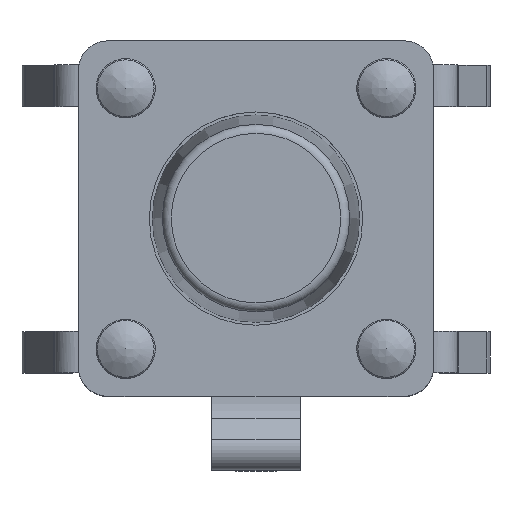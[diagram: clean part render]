
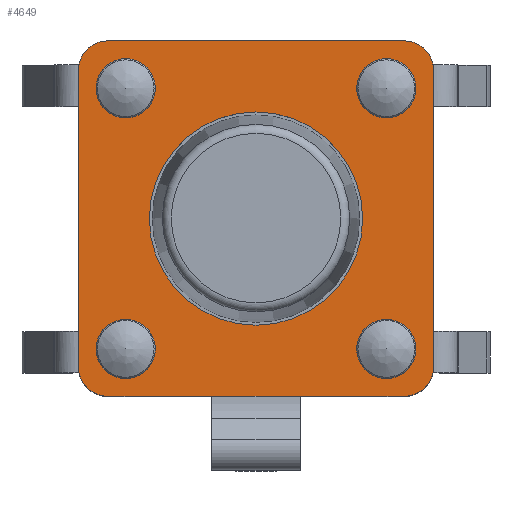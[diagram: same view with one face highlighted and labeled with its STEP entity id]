
A CAD part, top view. The second image highlights one B-rep face of the part: STEP entity #4649.
In plain terms, the highlighted planar face has unit normal (0, 0, 1).
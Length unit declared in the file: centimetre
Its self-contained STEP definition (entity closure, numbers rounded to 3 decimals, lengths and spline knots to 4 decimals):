
#45=FACE_BOUND('',#1765,.T.);
#46=FACE_BOUND('',#1766,.T.);
#47=FACE_BOUND('',#1767,.T.);
#48=FACE_BOUND('',#1768,.T.);
#49=FACE_BOUND('',#1769,.T.);
#192=PLANE('',#5078);
#642=LINE('',#7849,#1118);
#645=LINE('',#7859,#1121);
#650=LINE('',#7873,#1126);
#659=LINE('',#7893,#1135);
#660=LINE('',#7895,#1136);
#661=LINE('',#7897,#1137);
#1118=VECTOR('',#6285,1.);
#1121=VECTOR('',#6296,1.);
#1126=VECTOR('',#6311,1.);
#1135=VECTOR('',#6336,1.);
#1136=VECTOR('',#6339,1.);
#1137=VECTOR('',#6342,1.);
#1500=FACE_OUTER_BOUND('',#1764,.T.);
#1764=EDGE_LOOP('',(#4278,#4279,#4280,#4281,#4282,#4283,#4284,#4285,#4286,
#4287));
#1765=EDGE_LOOP('',(#4288));
#1766=EDGE_LOOP('',(#4289));
#1767=EDGE_LOOP('',(#4290));
#1768=EDGE_LOOP('',(#4291));
#1769=EDGE_LOOP('',(#4292));
#1809=CIRCLE('',#4700,0.05);
#1816=CIRCLE('',#4709,0.05);
#1821=CIRCLE('',#4716,0.05);
#1826=CIRCLE('',#4723,0.05);
#1935=CIRCLE('',#5060,0.05);
#1936=CIRCLE('',#5063,0.05);
#1937=CIRCLE('',#5065,0.05);
#1938=CIRCLE('',#5068,0.05);
#1939=CIRCLE('',#5073,0.18);
#1969=VERTEX_POINT('',#6522);
#1975=VERTEX_POINT('',#6565);
#1979=VERTEX_POINT('',#6604);
#1983=VERTEX_POINT('',#6643);
#2328=VERTEX_POINT('',#7797);
#2346=VERTEX_POINT('',#7848);
#2347=VERTEX_POINT('',#7852);
#2348=VERTEX_POINT('',#7853);
#2349=VERTEX_POINT('',#7858);
#2350=VERTEX_POINT('',#7862);
#2351=VERTEX_POINT('',#7866);
#2352=VERTEX_POINT('',#7867);
#2353=VERTEX_POINT('',#7872);
#2354=VERTEX_POINT('',#7876);
#2356=VERTEX_POINT('',#7888);
#2402=EDGE_CURVE('',#1969,#1969,#1809,.T.);
#2410=EDGE_CURVE('',#1975,#1975,#1816,.T.);
#2416=EDGE_CURVE('',#1979,#1979,#1821,.T.);
#2422=EDGE_CURVE('',#1983,#1983,#1826,.T.);
#2983=EDGE_CURVE('',#2328,#2346,#642,.T.);
#2985=EDGE_CURVE('',#2347,#2348,#1935,.T.);
#2988=EDGE_CURVE('',#2348,#2349,#645,.T.);
#2990=EDGE_CURVE('',#2349,#2350,#1936,.T.);
#2992=EDGE_CURVE('',#2351,#2352,#1937,.T.);
#2995=EDGE_CURVE('',#2352,#2353,#650,.T.);
#2997=EDGE_CURVE('',#2353,#2354,#1938,.T.);
#3004=EDGE_CURVE('',#2356,#2356,#1939,.T.);
#3006=EDGE_CURVE('',#2346,#2347,#659,.T.);
#3007=EDGE_CURVE('',#2354,#2328,#660,.T.);
#3008=EDGE_CURVE('',#2350,#2351,#661,.T.);
#4278=ORIENTED_EDGE('',*,*,#2983,.F.);
#4279=ORIENTED_EDGE('',*,*,#3007,.F.);
#4280=ORIENTED_EDGE('',*,*,#2997,.F.);
#4281=ORIENTED_EDGE('',*,*,#2995,.F.);
#4282=ORIENTED_EDGE('',*,*,#2992,.F.);
#4283=ORIENTED_EDGE('',*,*,#3008,.F.);
#4284=ORIENTED_EDGE('',*,*,#2990,.F.);
#4285=ORIENTED_EDGE('',*,*,#2988,.F.);
#4286=ORIENTED_EDGE('',*,*,#2985,.F.);
#4287=ORIENTED_EDGE('',*,*,#3006,.F.);
#4288=ORIENTED_EDGE('',*,*,#2402,.T.);
#4289=ORIENTED_EDGE('',*,*,#2410,.T.);
#4290=ORIENTED_EDGE('',*,*,#2416,.T.);
#4291=ORIENTED_EDGE('',*,*,#2422,.T.);
#4292=ORIENTED_EDGE('',*,*,#3004,.T.);
#4649=ADVANCED_FACE('',(#1500,#45,#46,#47,#48,#49),#192,.T.);
#4700=AXIS2_PLACEMENT_3D('',#6523,#5147,#5148);
#4709=AXIS2_PLACEMENT_3D('',#6566,#5166,#5167);
#4716=AXIS2_PLACEMENT_3D('',#6605,#5181,#5182);
#4723=AXIS2_PLACEMENT_3D('',#6644,#5196,#5197);
#5060=AXIS2_PLACEMENT_3D('',#7854,#6290,#6291);
#5063=AXIS2_PLACEMENT_3D('',#7863,#6300,#6301);
#5065=AXIS2_PLACEMENT_3D('',#7868,#6305,#6306);
#5068=AXIS2_PLACEMENT_3D('',#7877,#6315,#6316);
#5073=AXIS2_PLACEMENT_3D('',#7890,#6331,#6332);
#5078=AXIS2_PLACEMENT_3D('',#7899,#6345,#6346);
#5147=DIRECTION('center_axis',(0.,0.,
-1.));
#5148=DIRECTION('ref_axis',(1.,0.,0.));
#5166=DIRECTION('center_axis',(0.,0.,
-1.));
#5167=DIRECTION('ref_axis',(-1.,0.,0.));
#5181=DIRECTION('center_axis',(0.,0.,
-1.));
#5182=DIRECTION('ref_axis',(1.,0.,0.));
#5196=DIRECTION('center_axis',(0.,0.,
-1.));
#5197=DIRECTION('ref_axis',(-1.,0.,0.));
#6285=DIRECTION('',(-1.,0.,0.));
#6290=DIRECTION('center_axis',(0.,0.,
-1.));
#6291=DIRECTION('ref_axis',(-0.707,-0.707,0.));
#6296=DIRECTION('',(0.,1.,0.));
#6300=DIRECTION('center_axis',(0.,0.,
-1.));
#6301=DIRECTION('ref_axis',(-0.707,0.707,0.));
#6305=DIRECTION('center_axis',(0.,0.,
-1.));
#6306=DIRECTION('ref_axis',(0.707,0.707,0.));
#6311=DIRECTION('',(0.,-1.,0.));
#6315=DIRECTION('center_axis',(0.,0.,
-1.));
#6316=DIRECTION('ref_axis',(0.707,-0.707,0.));
#6331=DIRECTION('center_axis',(0.,0.,
-1.));
#6332=DIRECTION('ref_axis',(0.,1.,0.));
#6336=DIRECTION('',(-1.,0.,0.));
#6339=DIRECTION('',(-1.,0.,0.));
#6342=DIRECTION('',(1.,0.,0.));
#6345=DIRECTION('center_axis',(0.,0.,
1.));
#6346=DIRECTION('ref_axis',(0.,-1.,0.));
#6522=CARTESIAN_POINT('',(-0.27,-0.22,0.322));
#6523=CARTESIAN_POINT('Origin',(-0.22,-0.22,0.322));
#6565=CARTESIAN_POINT('',(0.27,-0.22,0.322));
#6566=CARTESIAN_POINT('Origin',(0.22,-0.22,0.322));
#6604=CARTESIAN_POINT('',(-0.27,0.22,0.322));
#6605=CARTESIAN_POINT('Origin',(-0.22,0.22,0.322));
#6643=CARTESIAN_POINT('',(0.27,0.22,0.322));
#6644=CARTESIAN_POINT('Origin',(0.22,0.22,0.322));
#7797=CARTESIAN_POINT('',(0.075,-0.3,0.322));
#7848=CARTESIAN_POINT('',(-0.075,-0.3,0.322));
#7849=CARTESIAN_POINT('',(0.,-0.3,0.322));
#7852=CARTESIAN_POINT('',(-0.25,-0.3,0.322));
#7853=CARTESIAN_POINT('',(-0.3,-0.25,0.322));
#7854=CARTESIAN_POINT('Origin',(-0.25,-0.25,0.322));
#7858=CARTESIAN_POINT('',(-0.3,0.25,0.322));
#7859=CARTESIAN_POINT('',(-0.3,0.3,0.322));
#7862=CARTESIAN_POINT('',(-0.25,0.3,0.322));
#7863=CARTESIAN_POINT('Origin',(-0.25,0.25,0.322));
#7866=CARTESIAN_POINT('',(0.25,0.3,0.322));
#7867=CARTESIAN_POINT('',(0.3,0.25,0.322));
#7868=CARTESIAN_POINT('Origin',(0.25,0.25,0.322));
#7872=CARTESIAN_POINT('',(0.3,-0.25,0.322));
#7873=CARTESIAN_POINT('',(0.3,-0.3,0.322));
#7876=CARTESIAN_POINT('',(0.25,-0.3,0.322));
#7877=CARTESIAN_POINT('Origin',(0.25,-0.25,0.322));
#7888=CARTESIAN_POINT('',(0.,-0.18,0.322));
#7890=CARTESIAN_POINT('Origin',(0.,0.,
0.322));
#7893=CARTESIAN_POINT('',(-0.3,-0.3,0.322));
#7895=CARTESIAN_POINT('',(-0.3,-0.3,0.322));
#7897=CARTESIAN_POINT('',(0.3,0.3,0.322));
#7899=CARTESIAN_POINT('Origin',(0.,-0.36,0.322));
